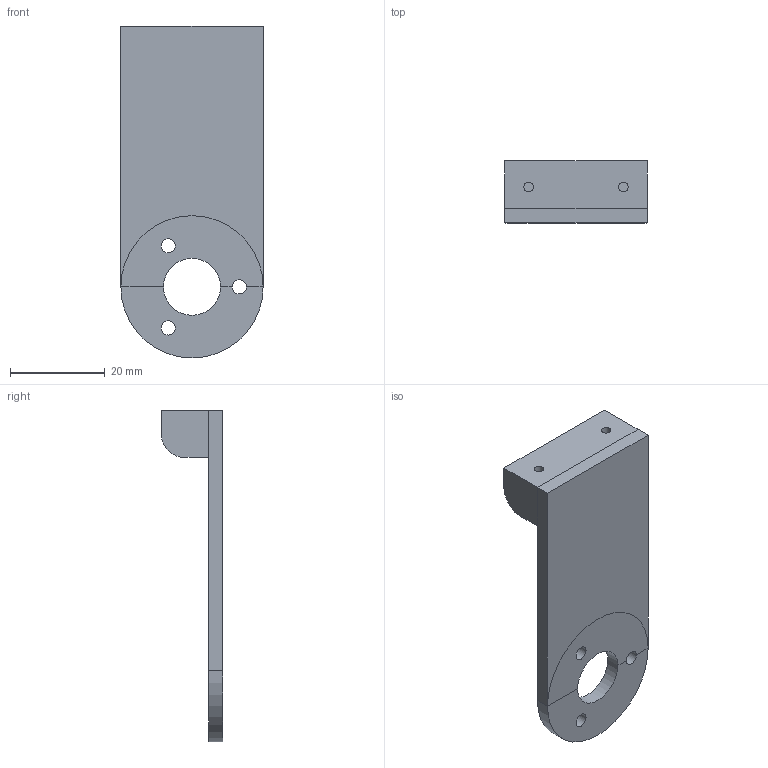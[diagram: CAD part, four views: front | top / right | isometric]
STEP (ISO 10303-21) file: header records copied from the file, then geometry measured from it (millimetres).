
FILE_DESCRIPTION(('FreeCAD Model'),'2;1');
FILE_NAME('tilt-arm.step' ,'2020-04-04T11:39:25',('Author'),(''), 'Open CASCADE STEP processor 7.3','FreeCAD','Unknown');
FILE_SCHEMA(('AUTOMOTIVE_DESIGN { 1 0 10303 214 1 1 1 1 }'));
Length unit declared in the file: millimetre
Products named in the file (1): arm-body-with-axis-clearance-gear-and-plate-screw-holes
Bounding box: 30 x 13 x 70 mm (x, y, z)
Volume: 8396.2 mm3; surface area: 5323 mm2
Topology: 1 solids, 1 shells, 24 faces, 56 edges, 32 vertices
Faces by surface type: plane 16, cylinder 8
Full cylindrical faces by diameter (mm): 2 x2, 3 x3, 12 x1
Entity records: 1611 total; most frequent: CARTESIAN_POINT 249, DIRECTION 236, LINE 122, VECTOR 122, ORIENTED_EDGE 112, PCURVE 112, DEFINITIONAL_REPRESENTATION 112, EDGE_CURVE 56
